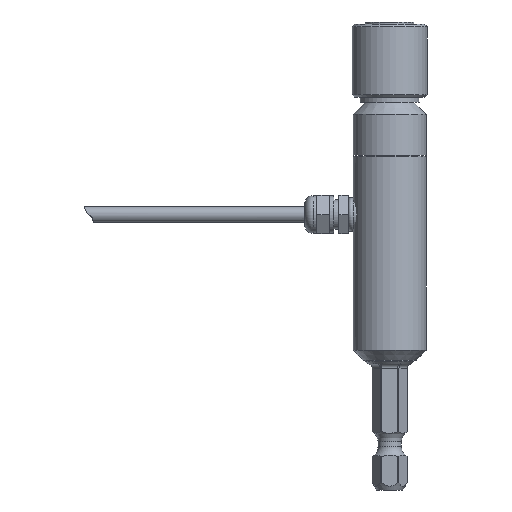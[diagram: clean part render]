
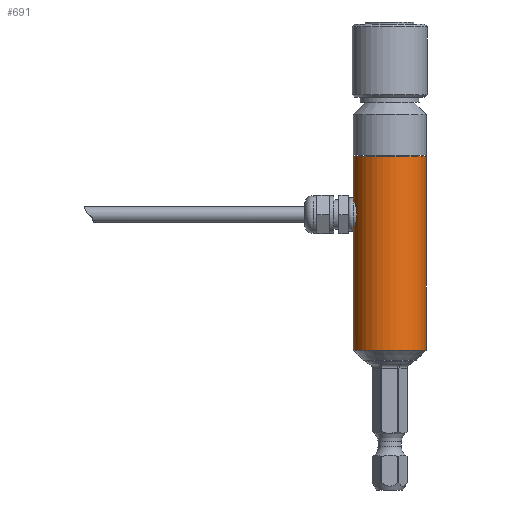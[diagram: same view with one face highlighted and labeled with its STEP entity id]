
A CAD part, front view. The second image highlights one B-rep face of the part: STEP entity #691.
In plain terms, the highlighted cylindrical face has radius 7.5 mm (diameter 15 mm), a full revolution.
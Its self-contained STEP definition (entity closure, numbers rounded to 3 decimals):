
#691 = ADVANCED_FACE( '', ( #1286, #1287, #1288 ), #1289, .T. );
#1286 = FACE_OUTER_BOUND( '', #2948, .T. );
#1287 = FACE_BOUND( '', #2949, .T. );
#1288 = FACE_OUTER_BOUND( '', #2950, .T. );
#1289 = CYLINDRICAL_SURFACE( '', #2951, 7.5 );
#2948 = EDGE_LOOP( '', ( #4089 ) );
#2949 = EDGE_LOOP( '', ( #4090 ) );
#2950 = EDGE_LOOP( '', ( #4091 ) );
#2951 = AXIS2_PLACEMENT_3D( '', #4092, #4093, #4094 );
#4089 = ORIENTED_EDGE( '', *, *, #4443, .T. );
#4090 = ORIENTED_EDGE( '', *, *, #4259, .F. );
#4091 = ORIENTED_EDGE( '', *, *, #4270, .F. );
#4092 = CARTESIAN_POINT( '', ( 42., 0., 0. ) );
#4093 = DIRECTION( '', ( 1., 0., 0. ) );
#4094 = DIRECTION( '', ( 0., 0., 1. ) );
#4259 = EDGE_CURVE( '', #4736, #4736, #4737, .T. );
#4270 = EDGE_CURVE( '', #4755, #4755, #4756, .T. );
#4443 = EDGE_CURVE( '', #5033, #5033, #5034, .T. );
#4736 = VERTEX_POINT( '', #5457 );
#4737 = B_SPLINE_CURVE_WITH_KNOTS( '', 3, ( #5458, #5459, #5460, #5461, #5462, #5463, #5464, #5465, #5466, #5467, #5468, #5469, #5470, #5471, #5472, #5473, #5474, #5475, #5476, #5477, #5478, #5479, #5480, #5481, #5482, #5483, #5484, #5485, #5486, #5487, #5488, #5489, #5490, #5491, #5492, #5493, #5494, #5495, #5496, #5497, #5498, #5499, #5500, #5501, #5502, #5503, #5504, #5505, #5506, #5507, #5508, #5509, #5510, #5511, #5512, #5513, #5514, #5515, #5516, #5517 ), .UNSPECIFIED., .T., .F., ( 2, 2, 2, 2, 2, 2, 2, 2, 2, 2, 2, 2, 2, 2, 2, 2, 2, 2, 2, 2, 2, 2, 2, 2, 2, 2, 2, 2, 2, 2, 2, 2 ), ( 0., 0., 0., 0.001, 0.001, 0.002, 0.003, 0.003, 0.004, 0.004, 0.005, 0.005, 0.006, 0.006, 0.007, 0.007, 0.008, 0.008, 0.009, 0.009, 0.01, 0.011, 0.011, 0.012, 0.012, 0.013, 0.014, 0.014, 0.015, 0.015, 0.015, 0.016 ), .UNSPECIFIED. );
#4755 = VERTEX_POINT( '', #5604 );
#4756 = CIRCLE( '', #5605, 7.5 );
#5033 = VERTEX_POINT( '', #6225 );
#5034 = CIRCLE( '', #6226, 7.5 );
#5457 = CARTESIAN_POINT( '', ( 14.459, 0., 7.5 ) );
#5458 = CARTESIAN_POINT( '', ( 14.459, -0.164, 7.5 ) );
#5459 = CARTESIAN_POINT( '', ( 14.459, 0.164, 7.5 ) );
#5460 = CARTESIAN_POINT( '', ( 14.442, 0.324, 7.495 ) );
#5461 = CARTESIAN_POINT( '', ( 14.379, 0.64, 7.474 ) );
#5462 = CARTESIAN_POINT( '', ( 14.331, 0.797, 7.459 ) );
#5463 = CARTESIAN_POINT( '', ( 14.207, 1.094, 7.421 ) );
#5464 = CARTESIAN_POINT( '', ( 14.132, 1.235, 7.399 ) );
#5465 = CARTESIAN_POINT( '', ( 13.953, 1.501, 7.349 ) );
#5466 = CARTESIAN_POINT( '', ( 13.85, 1.626, 7.322 ) );
#5467 = CARTESIAN_POINT( '', ( 13.513, 1.964, 7.242 ) );
#5468 = CARTESIAN_POINT( '', ( 13.24, 2.147, 7.187 ) );
#5469 = CARTESIAN_POINT( '', ( 12.798, 2.331, 7.129 ) );
#5470 = CARTESIAN_POINT( '', ( 12.641, 2.379, 7.113 ) );
#5471 = CARTESIAN_POINT( '', ( 12.324, 2.442, 7.091 ) );
#5472 = CARTESIAN_POINT( '', ( 12.163, 2.458, 7.086 ) );
#5473 = CARTESIAN_POINT( '', ( 11.84, 2.459, 7.086 ) );
#5474 = CARTESIAN_POINT( '', ( 11.676, 2.442, 7.091 ) );
#5475 = CARTESIAN_POINT( '', ( 11.36, 2.379, 7.113 ) );
#5476 = CARTESIAN_POINT( '', ( 11.206, 2.332, 7.128 ) );
#5477 = CARTESIAN_POINT( '', ( 10.907, 2.208, 7.168 ) );
#5478 = CARTESIAN_POINT( '', ( 10.765, 2.132, 7.191 ) );
#5479 = CARTESIAN_POINT( '', ( 10.5, 1.954, 7.242 ) );
#5480 = CARTESIAN_POINT( '', ( 10.375, 1.852, 7.269 ) );
#5481 = CARTESIAN_POINT( '', ( 10.148, 1.625, 7.323 ) );
#5482 = CARTESIAN_POINT( '', ( 10.047, 1.502, 7.349 ) );
#5483 = CARTESIAN_POINT( '', ( 9.869, 1.237, 7.399 ) );
#5484 = CARTESIAN_POINT( '', ( 9.792, 1.093, 7.421 ) );
#5485 = CARTESIAN_POINT( '', ( 9.669, 0.797, 7.459 ) );
#5486 = CARTESIAN_POINT( '', ( 9.622, 0.643, 7.474 ) );
#5487 = CARTESIAN_POINT( '', ( 9.558, 0.325, 7.495 ) );
#5488 = CARTESIAN_POINT( '', ( 9.542, 0.162, 7.5 ) );
#5489 = CARTESIAN_POINT( '', ( 9.541, -0.16, 7.5 ) );
#5490 = CARTESIAN_POINT( '', ( 9.557, -0.322, 7.495 ) );
#5491 = CARTESIAN_POINT( '', ( 9.621, -0.641, 7.474 ) );
#5492 = CARTESIAN_POINT( '', ( 9.668, -0.795, 7.459 ) );
#5493 = CARTESIAN_POINT( '', ( 9.791, -1.092, 7.422 ) );
#5494 = CARTESIAN_POINT( '', ( 9.869, -1.236, 7.399 ) );
#5495 = CARTESIAN_POINT( '', ( 10.047, -1.501, 7.349 ) );
#5496 = CARTESIAN_POINT( '', ( 10.148, -1.625, 7.323 ) );
#5497 = CARTESIAN_POINT( '', ( 10.488, -1.965, 7.242 ) );
#5498 = CARTESIAN_POINT( '', ( 10.756, -2.145, 7.188 ) );
#5499 = CARTESIAN_POINT( '', ( 11.205, -2.332, 7.129 ) );
#5500 = CARTESIAN_POINT( '', ( 11.358, -2.379, 7.113 ) );
#5501 = CARTESIAN_POINT( '', ( 11.674, -2.442, 7.091 ) );
#5502 = CARTESIAN_POINT( '', ( 11.838, -2.458, 7.086 ) );
#5503 = CARTESIAN_POINT( '', ( 12.162, -2.459, 7.086 ) );
#5504 = CARTESIAN_POINT( '', ( 12.322, -2.443, 7.091 ) );
#5505 = CARTESIAN_POINT( '', ( 12.64, -2.379, 7.113 ) );
#5506 = CARTESIAN_POINT( '', ( 12.796, -2.332, 7.129 ) );
#5507 = CARTESIAN_POINT( '', ( 13.24, -2.147, 7.187 ) );
#5508 = CARTESIAN_POINT( '', ( 13.512, -1.964, 7.242 ) );
#5509 = CARTESIAN_POINT( '', ( 13.851, -1.626, 7.322 ) );
#5510 = CARTESIAN_POINT( '', ( 13.954, -1.501, 7.35 ) );
#5511 = CARTESIAN_POINT( '', ( 14.132, -1.235, 7.399 ) );
#5512 = CARTESIAN_POINT( '', ( 14.207, -1.094, 7.421 ) );
#5513 = CARTESIAN_POINT( '', ( 14.331, -0.797, 7.459 ) );
#5514 = CARTESIAN_POINT( '', ( 14.379, -0.64, 7.474 ) );
#5515 = CARTESIAN_POINT( '', ( 14.442, -0.324, 7.495 ) );
#5516 = CARTESIAN_POINT( '', ( 14.459, -0.164, 7.5 ) );
#5517 = CARTESIAN_POINT( '', ( 14.459, 0.164, 7.5 ) );
#5604 = CARTESIAN_POINT( '', ( 0., 7.5, 0. ) );
#5605 = AXIS2_PLACEMENT_3D( '', #6961, #6962, #6963 );
#6225 = CARTESIAN_POINT( '', ( 40., 0., 7.5 ) );
#6226 = AXIS2_PLACEMENT_3D( '', #7197, #7198, #7199 );
#6961 = CARTESIAN_POINT( '', ( 0., 0., 0. ) );
#6962 = DIRECTION( '', ( -1., 0., 0. ) );
#6963 = DIRECTION( '', ( 0., 1., 0. ) );
#7197 = CARTESIAN_POINT( '', ( 40., 0., 0. ) );
#7198 = DIRECTION( '', ( -1., 0., 0. ) );
#7199 = DIRECTION( '', ( 0., 0., 1. ) );
